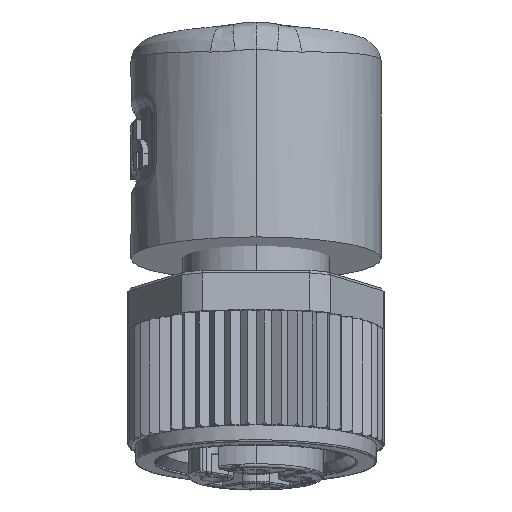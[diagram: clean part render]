
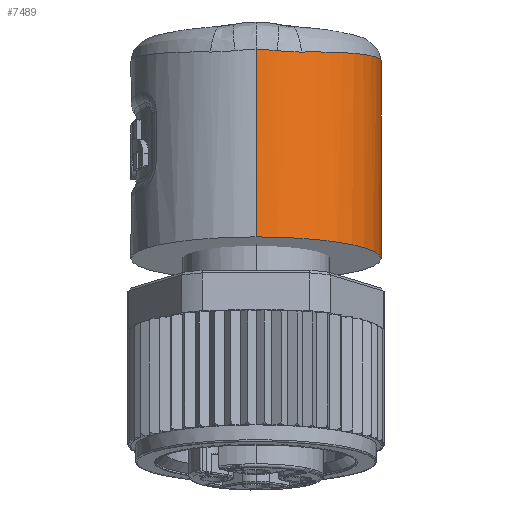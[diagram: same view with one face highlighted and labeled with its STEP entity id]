
A CAD part, front view. The second image highlights one B-rep face of the part: STEP entity #7489.
In plain terms, the highlighted cylindrical face has radius 7.5 mm (diameter 15 mm), a partial arc.
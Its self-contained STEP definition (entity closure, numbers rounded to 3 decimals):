
#7489=ADVANCED_FACE('',(#14789),#14790,.T.);
#14789=FACE_OUTER_BOUND('',#46632,.T.);
#14790=CYLINDRICAL_SURFACE('',#46633,7.5);
#46632=EDGE_LOOP('',(#65167,#65168,#65169,#65170,#65171,#65172,#65173,#65174,#65175,#65176,#65177));
#46633=AXIS2_PLACEMENT_3D('',#65178,#65179,#65180);
#65167=ORIENTED_EDGE('',*,*,#71326,.F.);
#65168=ORIENTED_EDGE('',*,*,#71330,.F.);
#65169=ORIENTED_EDGE('',*,*,#71467,.F.);
#65170=ORIENTED_EDGE('',*,*,#71468,.F.);
#65171=ORIENTED_EDGE('',*,*,#71469,.F.);
#65172=ORIENTED_EDGE('',*,*,#71332,.F.);
#65173=ORIENTED_EDGE('',*,*,#71322,.F.);
#65174=ORIENTED_EDGE('',*,*,#71470,.F.);
#65175=ORIENTED_EDGE('',*,*,#71377,.T.);
#65176=ORIENTED_EDGE('',*,*,#71471,.T.);
#65177=ORIENTED_EDGE('',*,*,#71319,.F.);
#65178=CARTESIAN_POINT('',(0.0,6.646,-7.682));
#65179=DIRECTION('',(0.0,-0.174,-0.985));
#65180=DIRECTION('',(0.0,-0.985,0.174));
#71319=EDGE_CURVE('',#79819,#79815,#79821,.T.);
#71322=EDGE_CURVE('',#79823,#79825,#79826,.T.);
#71326=EDGE_CURVE('',#79829,#79819,#79831,.T.);
#71330=EDGE_CURVE('',#79835,#79829,#79837,.T.);
#71332=EDGE_CURVE('',#79825,#79839,#79840,.T.);
#71377=EDGE_CURVE('',#79900,#79899,#79902,.T.);
#71467=EDGE_CURVE('',#80028,#79835,#80029,.T.);
#71468=EDGE_CURVE('',#80030,#80028,#80031,.T.);
#71469=EDGE_CURVE('',#79839,#80030,#80032,.T.);
#71470=EDGE_CURVE('',#79900,#79823,#80033,.T.);
#71471=EDGE_CURVE('',#79899,#79815,#80034,.T.);
#79815=VERTEX_POINT('',#99929);
#79819=VERTEX_POINT('',#99957);
#79821=B_SPLINE_CURVE_WITH_KNOTS('',3,(#99963,#99964,#99965,#99966,#99967,#99968,#99969,#99970,#99971,#99972,#99973,#99974,#99975,#99976,#99977,#99978,#99979,#99980,#99981,#99982,#99983,#99984),.UNSPECIFIED.,.F.,.F.,(4,1,1,1,1,1,1,1,1,1,1,1,1,1,1,1,1,1,1,4),(0.0,0.053,0.105,0.158,0.211,0.263,0.316,0.368,0.421,0.474,0.526,0.579,0.632,0.684,0.737,0.789,0.842,0.895,0.947,1.0),.UNSPECIFIED.);
#79823=VERTEX_POINT('',#99986);
#79825=VERTEX_POINT('',#99994);
#79826=B_SPLINE_CURVE_WITH_KNOTS('',3,(#99995,#99996,#99997,#99998,#99999,#100000,#100001,#100002),.UNSPECIFIED.,.F.,.F.,(4,1,1,1,1,4),(0.0,0.203,0.406,0.606,0.804,1.0),.UNSPECIFIED.);
#79829=VERTEX_POINT('',#100011);
#79831=B_SPLINE_CURVE_WITH_KNOTS('',3,(#100016,#100017,#100018,#100019,#100020,#100021),.UNSPECIFIED.,.F.,.F.,(4,1,1,4),(0.0,0.333,0.667,1.0),.UNSPECIFIED.);
#79835=VERTEX_POINT('',#100030);
#79837=B_SPLINE_CURVE_WITH_KNOTS('',3,(#100035,#100036,#100037,#100038,#100039,#100040),.UNSPECIFIED.,.F.,.F.,(4,1,1,4),(0.0,0.333,0.667,1.0),.UNSPECIFIED.);
#79839=VERTEX_POINT('',#100042);
#79840=B_SPLINE_CURVE_WITH_KNOTS('',3,(#100043,#100044,#100045,#100046,#100047,#100048),.UNSPECIFIED.,.F.,.F.,(4,1,1,4),(0.0,0.333,0.667,1.0),.UNSPECIFIED.);
#79899=VERTEX_POINT('',#100237);
#79900=VERTEX_POINT('',#100238);
#79902=CIRCLE('',#100240,7.5);
#80028=VERTEX_POINT('',#100951);
#80029=B_SPLINE_CURVE_WITH_KNOTS('',3,(#100952,#100953,#100954,#100955,#100956,#100957),.UNSPECIFIED.,.F.,.F.,(4,1,1,4),(0.0,0.333,0.667,1.0),.UNSPECIFIED.);
#80030=VERTEX_POINT('',#100958);
#80031=B_SPLINE_CURVE_WITH_KNOTS('',3,(#100959,#100960,#100961,#100962,#100963,#100964),.UNSPECIFIED.,.F.,.F.,(4,1,1,4),(0.0,0.333,0.667,1.0),.UNSPECIFIED.);
#80032=B_SPLINE_CURVE_WITH_KNOTS('',3,(#100965,#100966,#100967,#100968,#100969,#100970,#100971,#100972,#100973,#100974,#100975,#100976,#100977,#100978,#100979),.UNSPECIFIED.,.F.,.F.,(4,1,1,1,1,1,1,1,1,1,1,1,4),(0.0,0.083,0.167,0.25,0.333,0.417,0.5,0.583,0.667,0.75,0.833,0.917,1.0),.UNSPECIFIED.);
#80033=LINE('',#100980,#100981);
#80034=LINE('',#100982,#100983);
#99929=CARTESIAN_POINT('',(0.,14.348,-7.187));
#99957=CARTESIAN_POINT('',(6.536,11.568,-0.949));
#99963=CARTESIAN_POINT('',(6.536,11.568,-0.949));
#99964=CARTESIAN_POINT('',(6.52,11.574,-1.077));
#99965=CARTESIAN_POINT('',(6.481,11.598,-1.342));
#99966=CARTESIAN_POINT('',(6.394,11.67,-1.769));
#99967=CARTESIAN_POINT('',(6.273,11.784,-2.227));
#99968=CARTESIAN_POINT('',(6.109,11.942,-2.719));
#99969=CARTESIAN_POINT('',(5.893,12.145,-3.24));
#99970=CARTESIAN_POINT('',(5.622,12.382,-3.772));
#99971=CARTESIAN_POINT('',(5.296,12.642,-4.298));
#99972=CARTESIAN_POINT('',(4.928,12.904,-4.791));
#99973=CARTESIAN_POINT('',(4.528,13.155,-5.239));
#99974=CARTESIAN_POINT('',(4.105,13.387,-5.637));
#99975=CARTESIAN_POINT('',(3.667,13.595,-5.984));
#99976=CARTESIAN_POINT('',(3.219,13.777,-6.282));
#99977=CARTESIAN_POINT('',(2.764,13.934,-6.534));
#99978=CARTESIAN_POINT('',(2.305,14.064,-6.741));
#99979=CARTESIAN_POINT('',(1.844,14.169,-6.907));
#99980=CARTESIAN_POINT('',(1.381,14.25,-7.034));
#99981=CARTESIAN_POINT('',(0.918,14.307,-7.123));
#99982=CARTESIAN_POINT('',(0.457,14.341,-7.175));
#99983=CARTESIAN_POINT('',(0.152,14.348,-7.187));
#99984=CARTESIAN_POINT('',(0.,14.348,-7.187));
#99986=CARTESIAN_POINT('',(0.,1.239,4.847));
#99994=CARTESIAN_POINT('',(1.266,1.337,4.784));
#99995=CARTESIAN_POINT('',(0.,1.239,4.847));
#99996=CARTESIAN_POINT('',(0.086,1.239,4.847));
#99997=CARTESIAN_POINT('',(0.259,1.242,4.846));
#99998=CARTESIAN_POINT('',(0.516,1.254,4.839));
#99999=CARTESIAN_POINT('',(0.769,1.274,4.828));
#100000=CARTESIAN_POINT('',(1.019,1.302,4.81));
#100001=CARTESIAN_POINT('',(1.184,1.325,4.794));
#100002=CARTESIAN_POINT('',(1.266,1.337,4.784));
#100011=CARTESIAN_POINT('',(6.569,11.604,-0.401));
#100016=CARTESIAN_POINT('',(6.569,11.604,-0.401));
#100017=CARTESIAN_POINT('',(6.569,11.594,-0.458));
#100018=CARTESIAN_POINT('',(6.568,11.576,-0.576));
#100019=CARTESIAN_POINT('',(6.557,11.563,-0.758));
#100020=CARTESIAN_POINT('',(6.544,11.565,-0.885));
#100021=CARTESIAN_POINT('',(6.536,11.568,-0.949));
#100030=CARTESIAN_POINT('',(6.561,11.795,0.599));
#100035=CARTESIAN_POINT('',(6.561,11.795,0.599));
#100036=CARTESIAN_POINT('',(6.562,11.774,0.488));
#100037=CARTESIAN_POINT('',(6.564,11.732,0.266));
#100038=CARTESIAN_POINT('',(6.567,11.667,-0.067));
#100039=CARTESIAN_POINT('',(6.568,11.625,-0.29));
#100040=CARTESIAN_POINT('',(6.569,11.604,-0.401));
#100042=CARTESIAN_POINT('',(2.72,1.732,4.701));
#100043=CARTESIAN_POINT('',(1.266,1.337,4.784));
#100044=CARTESIAN_POINT('',(1.44,1.364,4.765));
#100045=CARTESIAN_POINT('',(1.781,1.43,4.731));
#100046=CARTESIAN_POINT('',(2.267,1.564,4.702));
#100047=CARTESIAN_POINT('',(2.572,1.673,4.699));
#100048=CARTESIAN_POINT('',(2.72,1.732,4.701));
#100237=CARTESIAN_POINT('',(0.,14.032,-8.984));
#100238=CARTESIAN_POINT('',(0.0,-0.741,-6.379));
#100240=AXIS2_PLACEMENT_3D('',#108359,#108360,#108361);
#100951=CARTESIAN_POINT('',(6.507,12.012,1.274));
#100952=CARTESIAN_POINT('',(6.507,12.012,1.274));
#100953=CARTESIAN_POINT('',(6.519,11.977,1.194));
#100954=CARTESIAN_POINT('',(6.539,11.913,1.038));
#100955=CARTESIAN_POINT('',(6.556,11.841,0.812));
#100956=CARTESIAN_POINT('',(6.561,11.808,0.669));
#100957=CARTESIAN_POINT('',(6.561,11.795,0.599));
#100958=CARTESIAN_POINT('',(5.818,13.425,3.511));
#100959=CARTESIAN_POINT('',(5.818,13.425,3.511));
#100960=CARTESIAN_POINT('',(5.945,13.22,3.248));
#100961=CARTESIAN_POINT('',(6.158,12.838,2.731));
#100962=CARTESIAN_POINT('',(6.378,12.363,1.986));
#100963=CARTESIAN_POINT('',(6.471,12.117,1.509));
#100964=CARTESIAN_POINT('',(6.507,12.012,1.274));
#100965=CARTESIAN_POINT('',(2.72,1.732,4.701));
#100966=CARTESIAN_POINT('',(3.086,1.877,4.707));
#100967=CARTESIAN_POINT('',(3.796,2.226,4.71));
#100968=CARTESIAN_POINT('',(4.763,2.904,4.689));
#100969=CARTESIAN_POINT('',(5.613,3.722,4.644));
#100970=CARTESIAN_POINT('',(6.321,4.651,4.577));
#100971=CARTESIAN_POINT('',(6.89,5.702,4.488));
#100972=CARTESIAN_POINT('',(7.282,6.819,4.381));
#100973=CARTESIAN_POINT('',(7.492,7.984,4.257));
#100974=CARTESIAN_POINT('',(7.52,9.138,4.124));
#100975=CARTESIAN_POINT('',(7.361,10.32,3.976));
#100976=CARTESIAN_POINT('',(7.019,11.445,3.823));
#100977=CARTESIAN_POINT('',(6.508,12.494,3.667));
#100978=CARTESIAN_POINT('',(6.063,13.128,3.563));
#100979=CARTESIAN_POINT('',(5.818,13.425,3.511));
#100980=CARTESIAN_POINT('',(0.0,-0.741,-6.379));
#100981=VECTOR('',#108381,11.4);
#100982=CARTESIAN_POINT('',(0.,14.032,-8.984));
#100983=VECTOR('',#108382,1.825);
#108359=CARTESIAN_POINT('',(0.0,6.646,-7.682));
#108360=DIRECTION('',(0.0,0.174,0.985));
#108361=DIRECTION('',(0.0,-0.985,0.174));
#108381=DIRECTION('',(0.,0.174,0.985));
#108382=DIRECTION('',(0.,0.174,0.985));
